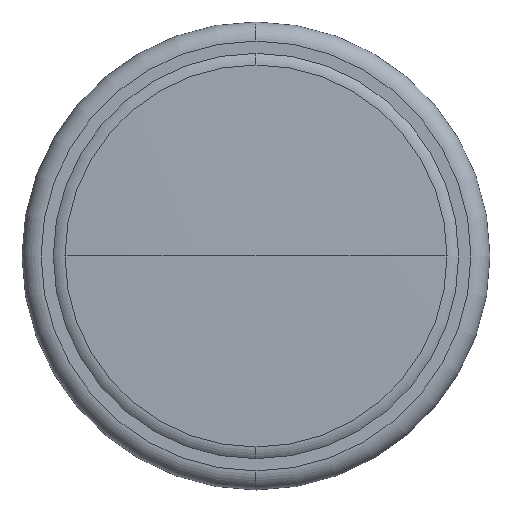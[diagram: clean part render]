
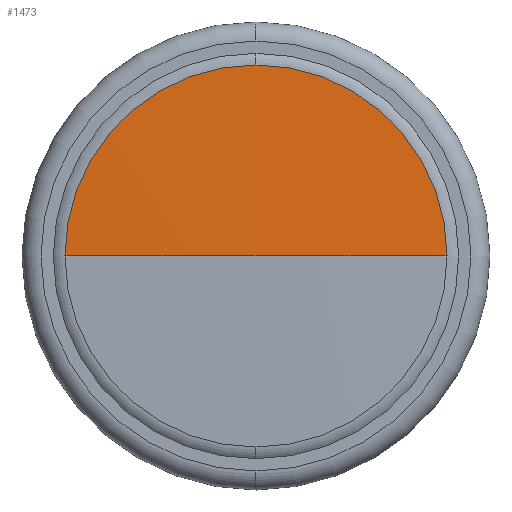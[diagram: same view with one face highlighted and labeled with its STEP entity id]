
A CAD part, left-side view. The second image highlights one B-rep face of the part: STEP entity #1473.
In plain terms, the highlighted spherical face has radius 300 mm.
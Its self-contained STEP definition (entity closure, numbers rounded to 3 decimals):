
#22 = DIRECTION ( 'NONE',  ( 0., 0., 1. ) ) ;
#33 = DIRECTION ( 'NONE',  ( 1., 0., 0. ) ) ;
#224 = EDGE_CURVE ( 'NONE', #4756, #906, #5252, .T. ) ;
#339 = ORIENTED_EDGE ( 'NONE', *, *, #224, .F. ) ;
#499 = EDGE_CURVE ( 'NONE', #5049, #4756, #4461, .T. ) ;
#505 = DIRECTION ( 'NONE',  ( 0., 0., -1. ) ) ;
#906 = VERTEX_POINT ( 'NONE', #1279 ) ;
#1277 = CARTESIAN_POINT ( 'NONE',  ( 297., 0., 0. ) ) ;
#1279 = CARTESIAN_POINT ( 'NONE',  ( -2.833, -10., 0. ) ) ;
#1302 = AXIS2_PLACEMENT_3D ( 'NONE', #1277, #3600, #5487 ) ;
#1443 = FACE_OUTER_BOUND ( 'NONE', #2476, .T. ) ;
#1473 = ADVANCED_FACE ( 'NONE', ( #1443 ), #4253, .T. ) ;
#1548 = AXIS2_PLACEMENT_3D ( 'NONE', #3643, #5470, #2122 ) ;
#1899 = DIRECTION ( 'NONE',  ( 0., 1., 0. ) ) ;
#1926 = CARTESIAN_POINT ( 'NONE',  ( 297., 0., 0. ) ) ;
#2011 = EDGE_CURVE ( 'NONE', #3245, #906, #5852, .T. ) ;
#2122 = DIRECTION ( 'NONE',  ( -1., 0., 0. ) ) ;
#2469 = ORIENTED_EDGE ( 'NONE', *, *, #499, .F. ) ;
#2476 = EDGE_LOOP ( 'NONE', ( #3000, #3549, #339, #2469 ) ) ;
#2485 = AXIS2_PLACEMENT_3D ( 'NONE', #3283, #33, #505 ) ;
#2613 = CARTESIAN_POINT ( 'NONE',  ( -2.833, 0., 0. ) ) ;
#2671 = DIRECTION ( 'NONE',  ( 1., 0., 0. ) ) ;
#2675 = CARTESIAN_POINT ( 'NONE',  ( -2.833, 10., 0. ) ) ;
#3000 = ORIENTED_EDGE ( 'NONE', *, *, #4075, .F. ) ;
#3245 = VERTEX_POINT ( 'NONE', #4158 ) ;
#3283 = CARTESIAN_POINT ( 'NONE',  ( -2.833, 0., 0. ) ) ;
#3549 = ORIENTED_EDGE ( 'NONE', *, *, #2011, .T. ) ;
#3600 = DIRECTION ( 'NONE',  ( 0., 0., 1. ) ) ;
#3643 = CARTESIAN_POINT ( 'NONE',  ( 297., 0., 0. ) ) ;
#3803 = CARTESIAN_POINT ( 'NONE',  ( -2.833, 0., 10. ) ) ;
#4075 = EDGE_CURVE ( 'NONE', #3245, #5049, #4511, .T. ) ;
#4158 = CARTESIAN_POINT ( 'NONE',  ( -3., 0., 0. ) ) ;
#4253 = SPHERICAL_SURFACE ( 'NONE', #5448, 300. ) ;
#4461 = CIRCLE ( 'NONE', #2485, 10. ) ;
#4493 = DIRECTION ( 'NONE',  ( 0., 0., -1. ) ) ;
#4511 = CIRCLE ( 'NONE', #1548, 300. ) ;
#4756 = VERTEX_POINT ( 'NONE', #3803 ) ;
#5049 = VERTEX_POINT ( 'NONE', #2675 ) ;
#5252 = CIRCLE ( 'NONE', #5345, 10. ) ;
#5345 = AXIS2_PLACEMENT_3D ( 'NONE', #2613, #2671, #4493 ) ;
#5448 = AXIS2_PLACEMENT_3D ( 'NONE', #1926, #22, #1899 ) ;
#5470 = DIRECTION ( 'NONE',  ( 0., 0., -1. ) ) ;
#5487 = DIRECTION ( 'NONE',  ( 0., -1., 0. ) ) ;
#5852 = CIRCLE ( 'NONE', #1302, 300. ) ;
